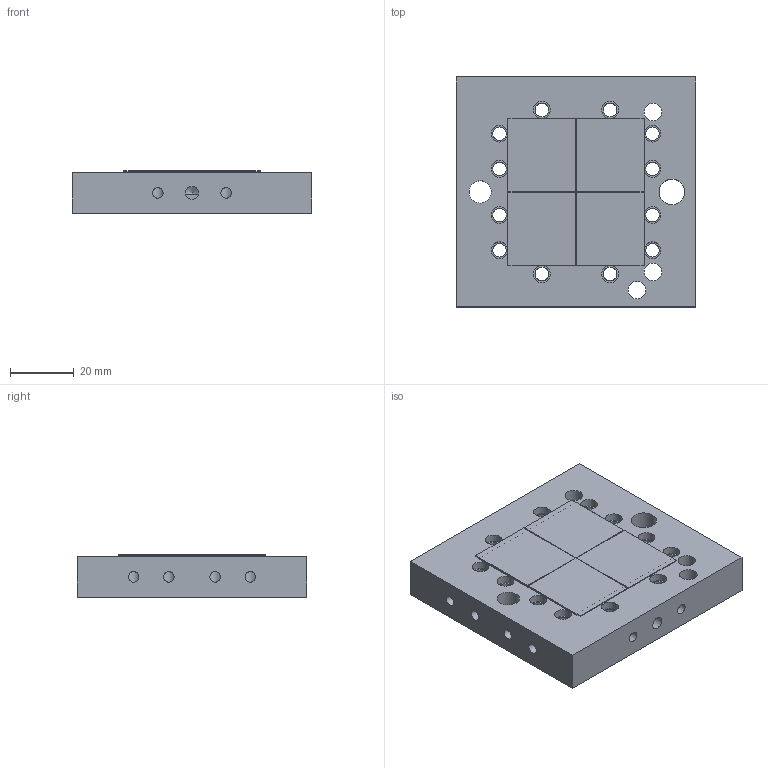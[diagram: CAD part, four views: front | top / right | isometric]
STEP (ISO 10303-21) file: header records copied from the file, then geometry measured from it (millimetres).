
FILE_DESCRIPTION(/* description */ (''),/* implementation_level */ '2;1');
FILE_NAME(/* name */ 'F10161928--_1-FIXTURE_ CMS2 ETL_ 16X16 SENSOR SUB-ASSY ALIGNMENT FIXTURE.stp',/* time_stamp */ '2021-09-03T12:53:46-05:00',/* author */ (''),/* organization */ (''),/* preprocessor_version */ 'ST-DEVELOPER v16',/* originating_system */ 'SIEMENS PLM Software NX 11.0',/* authorisation */ '');
FILE_SCHEMA (('AUTOMOTIVE_DESIGN { 1 0 10303 214 3 1 1 1 }'));
Length unit declared in the file: millimetre
Products named in the file (1): F10161928--_1-FIXTURE_ CMS2 ETL_ 16X16 SENSOR SUB-ASSY ALIGNMENT FIXT
URE
Bounding box: 75 x 72 x 13.28 mm (x, y, z)
Volume: 60609.9 mm3; surface area: 27996.9 mm2
Topology: 9 solids, 9 shells, 187 faces, 472 edges, 319 vertices
Faces by surface type: plane 116, cylinder 70, cone 1
Full cylindrical faces by diameter (mm): 1.587 x4, 3.3 x12, 4.039 x1, 4.25 x12, 5.25 x12, 5.5 x3, 6.975 x1, 7.975 x1
Entity records: 7472 total; most frequent: CARTESIAN_POINT 1694, DIRECTION 889, ORIENTED_EDGE 794, EDGE_CURVE 397, EDGE_LOOP 322, AXIS2_PLACEMENT_3D 317, VERTEX_POINT 296, LINE 255
